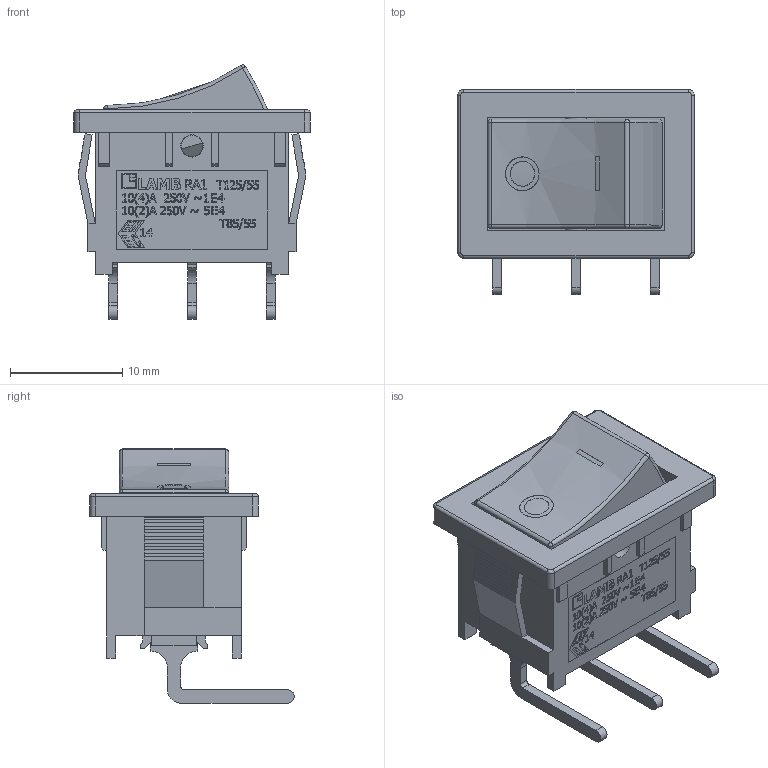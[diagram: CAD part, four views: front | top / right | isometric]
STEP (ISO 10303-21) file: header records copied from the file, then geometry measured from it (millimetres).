
FILE_DESCRIPTION(/* description */ (''),/* implementation_level */ '2;1');
FILE_NAME(/* name */ 'RA1H33112R.stp',/* time_stamp */ '2026-01-21T22:25:59-06:00',/* author */ ('mroman'),/* organization */ (''),/* preprocessor_version */ 'ST-DEVELOPER v18.1',/* originating_system */ 'Autodesk Inventor 2022',/* authorisation */ '');
FILE_SCHEMA (('AUTOMOTIVE_DESIGN { 1 0 10303 214 3 1 1 }'));
Length unit declared in the file: millimetre
Products named in the file (1): RA1H33112R
Bounding box: 21 x 18.2 x 22.6 mm (x, y, z)
Volume: 1520.3 mm3; surface area: 3525.5 mm2
Topology: 5 solids, 5 shells, 1121 faces, 3037 edges, 2016 vertices
Faces by surface type: plane 759, bspline 307, cylinder 45, torus 6, sphere 4
Full cylindrical faces by diameter (mm): 2 x2
Entity records: 39335 total; most frequent: CARTESIAN_POINT 13039, ORIENTED_EDGE 6074, DIRECTION 4167, EDGE_CURVE 3037, LINE 2317, VECTOR 2317, VERTEX_POINT 2016, EDGE_LOOP 1215
